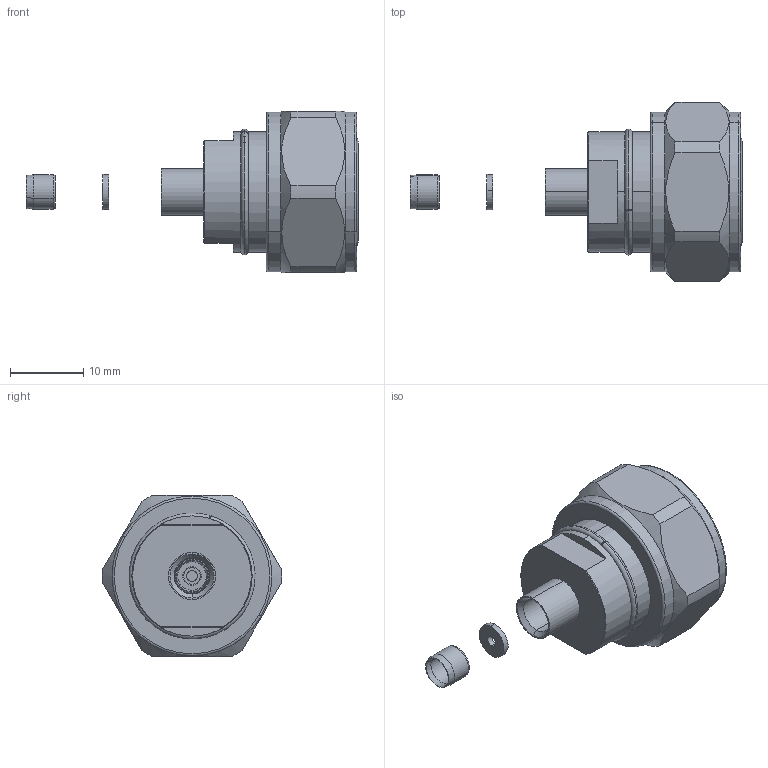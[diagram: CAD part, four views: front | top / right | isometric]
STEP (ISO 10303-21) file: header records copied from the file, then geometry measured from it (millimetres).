
FILE_DESCRIPTION (( 'STEP AP203' ), '1' );
FILE_NAME ('3190-6125(TC-402-4310M-LP).STEP', '2020-08-17T07:02:28', ( '' ), ( '' ), 'SwSTEP 2.0', 'SolidWorks 2018', '' );
FILE_SCHEMA (( 'CONFIG_CONTROL_DESIGN' ));
Length unit declared in the file: inch
Products named in the file (1): 3190-6125(TC-402-4310M-LP)
Bounding box: 45.27 x 24.49 x 22 mm (x, y, z)
Volume: 5089.7 mm3; surface area: 4851.1 mm2
Topology: 5 solids, 5 shells, 187 faces, 388 edges, 228 vertices
Faces by surface type: cylinder 70, cone 50, plane 37, torus 30
Entity records: 5377 total; most frequent: CARTESIAN_POINT 1190, DIRECTION 970, ORIENTED_EDGE 776, AXIS2_PLACEMENT_3D 418, EDGE_CURVE 388, CIRCLE 230, VERTEX_POINT 228, EDGE_LOOP 210
